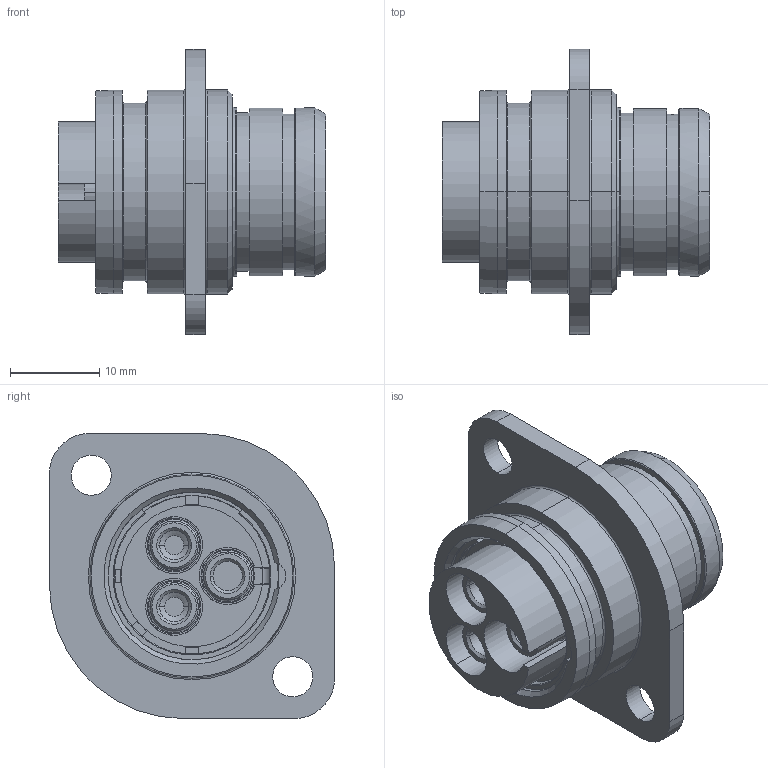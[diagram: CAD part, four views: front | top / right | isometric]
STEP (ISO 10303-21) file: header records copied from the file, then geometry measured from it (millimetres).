
FILE_DESCRIPTION((''),'2;1');
FILE_NAME('1331EO303FS','2024-07-31T09:12:57',('paultorloting'),('NET AG system integration'),'CREO PARAMETRIC BY PTC INC, 2021404','CREO PARAMETRIC BY PTC INC, 2021404','');
FILE_SCHEMA(('AUTOMOTIVE_DESIGN { 1 0 10303 214 1 1 1 1 }'));
Length unit declared in the file: millimetre
Products named in the file (1): 1331EO303FS
Bounding box: 30 x 32 x 32 mm (x, y, z)
Volume: 8300.9 mm3; surface area: 8905.4 mm2
Topology: 1 solids, 1 shells, 376 faces, 990 edges, 638 vertices
Faces by surface type: plane 192, cylinder 122, torus 34, cone 28
Entity records: 15285 total; most frequent: CARTESIAN_POINT 2965, DIRECTION 2079, ORIENTED_EDGE 1976, EDGE_CURVE 988, AXIS2_PLACEMENT_3D 769, VERTEX_POINT 638, VECTOR 538, LINE 538
